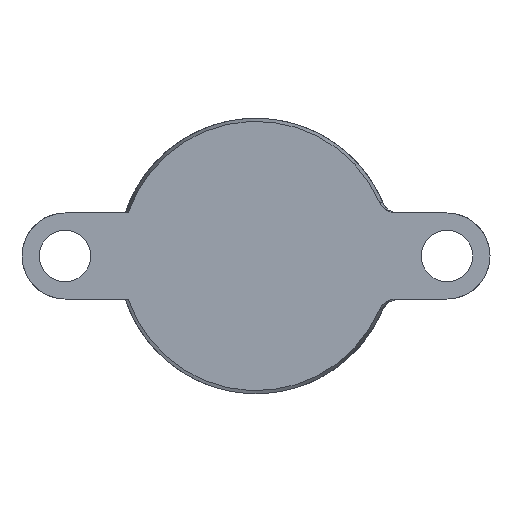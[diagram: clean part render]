
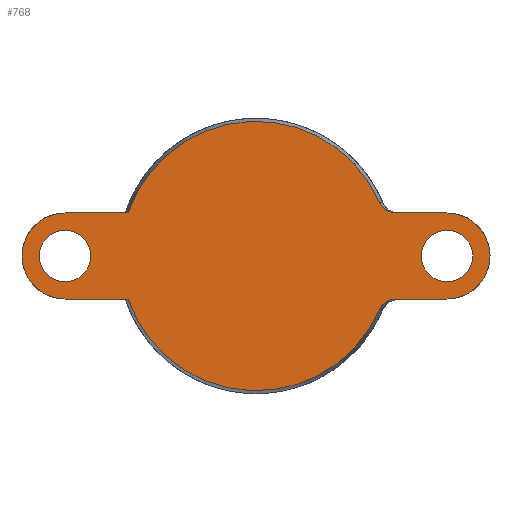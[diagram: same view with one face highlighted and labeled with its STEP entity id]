
A CAD part, front view. The second image highlights one B-rep face of the part: STEP entity #768.
In plain terms, the highlighted planar face has unit normal (0, -1, 0).
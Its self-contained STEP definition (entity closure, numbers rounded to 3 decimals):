
#3 = CARTESIAN_POINT ( 'NONE',  ( 40.579, 0., 12.5 ) ) ;
#23 = EDGE_LOOP ( 'NONE', ( #141, #146, #464, #455, #697, #264, #534, #492, #147, #284 ) ) ;
#49 = PLANE ( 'NONE',  #280 ) ;
#53 = CARTESIAN_POINT ( 'NONE',  ( 36.124, 0., -15.081 ) ) ;
#93 = CARTESIAN_POINT ( 'NONE',  ( 55.5, 0., 12.5 ) ) ;
#102 = DIRECTION ( 'NONE',  ( 0., 1., 0. ) ) ;
#106 = EDGE_CURVE ( 'NONE', #436, #563, #799, .T. ) ;
#121 = CARTESIAN_POINT ( 'NONE',  ( 38.008, 0., 13.187 ) ) ;
#125 = FACE_BOUND ( 'NONE', #762, .T. ) ;
#130 = VECTOR ( 'NONE', #676, 1000. ) ;
#141 = ORIENTED_EDGE ( 'NONE', *, *, #1281, .F. ) ;
#142 = DIRECTION ( 'NONE',  ( 0., 0., 1. ) ) ;
#146 = ORIENTED_EDGE ( 'NONE', *, *, #106, .T. ) ;
#147 = ORIENTED_EDGE ( 'NONE', *, *, #966, .F. ) ;
#160 = CARTESIAN_POINT ( 'NONE',  ( 38.218, 0., -13.072 ) ) ;
#176 = EDGE_CURVE ( 'NONE', #981, #396, #613, .T. ) ;
#184 = LINE ( 'NONE', #1187, #130 ) ;
#196 = CARTESIAN_POINT ( 'NONE',  ( -15., 0., -12.5 ) ) ;
#202 = CARTESIAN_POINT ( 'NONE',  ( 38.891, 0., -12.781 ) ) ;
#212 = CARTESIAN_POINT ( 'NONE',  ( -37.093, 0., 12.5 ) ) ;
#223 = CARTESIAN_POINT ( 'NONE',  ( -15., 0., 12.5 ) ) ;
#239 = DIRECTION ( 'NONE',  ( 0., 0., -1. ) ) ;
#243 = CARTESIAN_POINT ( 'NONE',  ( 0., 0., 0. ) ) ;
#253 = CARTESIAN_POINT ( 'NONE',  ( 55.5, 0., 0. ) ) ;
#255 = CARTESIAN_POINT ( 'NONE',  ( 38., 0., -13.192 ) ) ;
#259 = DIRECTION ( 'NONE',  ( 0., 1., 0. ) ) ;
#264 = ORIENTED_EDGE ( 'NONE', *, *, #1232, .T. ) ;
#277 = EDGE_CURVE ( 'NONE', #563, #981, #1239, .T. ) ;
#280 = AXIS2_PLACEMENT_3D ( 'NONE', #838, #336, #1079 ) ;
#283 = ORIENTED_EDGE ( 'NONE', *, *, #673, .T. ) ;
#284 = ORIENTED_EDGE ( 'NONE', *, *, #1289, .F. ) ;
#290 = CIRCLE ( 'NONE', #1067, 12.5 ) ;
#300 = VECTOR ( 'NONE', #617, 1000. ) ;
#303 = CARTESIAN_POINT ( 'NONE',  ( 37.4, 0., 13.603 ) ) ;
#328 = CARTESIAN_POINT ( 'NONE',  ( 35.928, 0., 15.535 ) ) ;
#336 = DIRECTION ( 'NONE',  ( 0., 1., 0. ) ) ;
#342 = AXIS2_PLACEMENT_3D ( 'NONE', #253, #259, #142 ) ;
#353 = CARTESIAN_POINT ( 'NONE',  ( 37.397, 0., -13.606 ) ) ;
#355 = AXIS2_PLACEMENT_3D ( 'NONE', #726, #1129, #239 ) ;
#375 = CARTESIAN_POINT ( 'NONE',  ( 39.592, 0., -12.572 ) ) ;
#381 = CARTESIAN_POINT ( 'NONE',  ( 55.5, 0., 0. ) ) ;
#396 = VERTEX_POINT ( 'NONE', #1186 ) ;
#401 = CARTESIAN_POINT ( 'NONE',  ( 35.928, 0., 15.535 ) ) ;
#404 = AXIS2_PLACEMENT_3D ( 'NONE', #243, #850, #428 ) ;
#407 = CARTESIAN_POINT ( 'NONE',  ( 36.124, 0., 15.081 ) ) ;
#410 = CARTESIAN_POINT ( 'NONE',  ( 36.861, 0., 14.101 ) ) ;
#428 = DIRECTION ( 'NONE',  ( 0., 0., -1. ) ) ;
#436 = VERTEX_POINT ( 'NONE', #471 ) ;
#438 = EDGE_CURVE ( 'NONE', #664, #664, #1113, .T. ) ;
#448 = CARTESIAN_POINT ( 'NONE',  ( 36.381, 0., -14.668 ) ) ;
#455 = ORIENTED_EDGE ( 'NONE', *, *, #176, .T. ) ;
#462 = DIRECTION ( 'NONE',  ( 0., 0., 1. ) ) ;
#464 = ORIENTED_EDGE ( 'NONE', *, *, #277, .T. ) ;
#471 = CARTESIAN_POINT ( 'NONE',  ( 40.579, 0., 12.5 ) ) ;
#486 = CARTESIAN_POINT ( 'NONE',  ( -55.5, 0., 0. ) ) ;
#492 = ORIENTED_EDGE ( 'NONE', *, *, #1182, .T. ) ;
#507 = CARTESIAN_POINT ( 'NONE',  ( 37.598, 0., 13.453 ) ) ;
#510 = FACE_OUTER_BOUND ( 'NONE', #23, .T. ) ;
#517 = CIRCLE ( 'NONE', #564, 12.5 ) ;
#519 = CARTESIAN_POINT ( 'NONE',  ( -55.5, 0., -12.5 ) ) ;
#528 = VERTEX_POINT ( 'NONE', #93 ) ;
#534 = ORIENTED_EDGE ( 'NONE', *, *, #1044, .T. ) ;
#544 = FACE_BOUND ( 'NONE', #836, .T. ) ;
#557 = CARTESIAN_POINT ( 'NONE',  ( 37.031, 0., -13.929 ) ) ;
#563 = VERTEX_POINT ( 'NONE', #328 ) ;
#564 = AXIS2_PLACEMENT_3D ( 'NONE', #381, #102, #682 ) ;
#581 = B_SPLINE_CURVE_WITH_KNOTS ( 'NONE', 3,
 ( #952, #53, #448, #853, #557, #353, #1148, #255, #160, #996, #202, #375, #886, #1280 ),
 .UNSPECIFIED., .F., .F.,
 ( 4, 2, 2, 2, 2, 2, 4 ),
 ( 0., 0.001, 0.002, 0.003, 0.004, 0.004, 0.006 ),
 .UNSPECIFIED. ) ;
#591 = AXIS2_PLACEMENT_3D ( 'NONE', #773, #1177, #462 ) ;
#596 = CARTESIAN_POINT ( 'NONE',  ( 38.665, 0., 12.866 ) ) ;
#600 = VERTEX_POINT ( 'NONE', #873 ) ;
#613 = LINE ( 'NONE', #223, #300 ) ;
#617 = DIRECTION ( 'NONE',  ( -1., 0., 0. ) ) ;
#618 = CARTESIAN_POINT ( 'NONE',  ( 15., 0., -12.5 ) ) ;
#664 = VERTEX_POINT ( 'NONE', #1075 ) ;
#669 = VERTEX_POINT ( 'NONE', #737 ) ;
#673 = EDGE_CURVE ( 'NONE', #600, #600, #692, .T. ) ;
#676 = DIRECTION ( 'NONE',  ( 1., 0., 0. ) ) ;
#682 = DIRECTION ( 'NONE',  ( 0., 0., -1. ) ) ;
#692 = CIRCLE ( 'NONE', #342, 7.5 ) ;
#697 = ORIENTED_EDGE ( 'NONE', *, *, #1197, .T. ) ;
#699 = CARTESIAN_POINT ( 'NONE',  ( 36.388, 0., 14.659 ) ) ;
#726 = CARTESIAN_POINT ( 'NONE',  ( 0., 0., 0. ) ) ;
#737 = CARTESIAN_POINT ( 'NONE',  ( -37.093, 0., -12.5 ) ) ;
#762 = EDGE_LOOP ( 'NONE', ( #283 ) ) ;
#768 = ADVANCED_FACE ( 'NONE', ( #510, #125, #544 ), #49, .F. ) ;
#773 = CARTESIAN_POINT ( 'NONE',  ( -55.5, 0., 0. ) ) ;
#775 = VECTOR ( 'NONE', #1016, 1000. ) ;
#783 = DIRECTION ( 'NONE',  ( 0., -1., 0. ) ) ;
#794 = VECTOR ( 'NONE', #1099, 1000. ) ;
#798 = VERTEX_POINT ( 'NONE', #976 ) ;
#799 = B_SPLINE_CURVE_WITH_KNOTS ( 'NONE', 3,
 ( #3, #1009, #1094, #997, #596, #1003, #121, #507, #303, #899, #410, #699, #407, #401 ),
 .UNSPECIFIED., .F., .F.,
 ( 4, 2, 2, 2, 2, 2, 4 ),
 ( 0., 0.001, 0.002, 0.003, 0.004, 0.004, 0.006 ),
 .UNSPECIFIED. ) ;
#836 = EDGE_LOOP ( 'NONE', ( #1288 ) ) ;
#838 = CARTESIAN_POINT ( 'NONE',  ( -39.143, 0., 0. ) ) ;
#850 = DIRECTION ( 'NONE',  ( 0., -1., 0. ) ) ;
#853 = CARTESIAN_POINT ( 'NONE',  ( 36.857, 0., -14.106 ) ) ;
#873 = CARTESIAN_POINT ( 'NONE',  ( 55.5, 0., 7.5 ) ) ;
#886 = CARTESIAN_POINT ( 'NONE',  ( 40.085, 0., -12.5 ) ) ;
#899 = CARTESIAN_POINT ( 'NONE',  ( 37.032, 0., 13.927 ) ) ;
#904 = CARTESIAN_POINT ( 'NONE',  ( 35.928, 0., -15.535 ) ) ;
#913 = LINE ( 'NONE', #618, #775 ) ;
#919 = VERTEX_POINT ( 'NONE', #904 ) ;
#931 = CARTESIAN_POINT ( 'NONE',  ( 40.579, 0., -12.5 ) ) ;
#952 = CARTESIAN_POINT ( 'NONE',  ( 35.928, 0., -15.535 ) ) ;
#953 = VERTEX_POINT ( 'NONE', #931 ) ;
#966 = EDGE_CURVE ( 'NONE', #798, #953, #913, .T. ) ;
#976 = CARTESIAN_POINT ( 'NONE',  ( 55.5, 0., -12.5 ) ) ;
#981 = VERTEX_POINT ( 'NONE', #212 ) ;
#982 = VERTEX_POINT ( 'NONE', #519 ) ;
#996 = CARTESIAN_POINT ( 'NONE',  ( 38.663, 0., -12.866 ) ) ;
#997 = CARTESIAN_POINT ( 'NONE',  ( 38.897, 0., 12.778 ) ) ;
#1000 = CIRCLE ( 'NONE', #355, 39.143 ) ;
#1003 = CARTESIAN_POINT ( 'NONE',  ( 38.221, 0., 13.07 ) ) ;
#1009 = CARTESIAN_POINT ( 'NONE',  ( 40.085, 0., 12.5 ) ) ;
#1016 = DIRECTION ( 'NONE',  ( -1., 0., 0. ) ) ;
#1044 = EDGE_CURVE ( 'NONE', #669, #919, #1000, .T. ) ;
#1067 = AXIS2_PLACEMENT_3D ( 'NONE', #486, #783, #1093 ) ;
#1075 = CARTESIAN_POINT ( 'NONE',  ( -55.5, 0., 7.5 ) ) ;
#1079 = DIRECTION ( 'NONE',  ( 0., 0., 1. ) ) ;
#1093 = DIRECTION ( 'NONE',  ( 0., 0., -1. ) ) ;
#1094 = CARTESIAN_POINT ( 'NONE',  ( 39.603, 0., 12.57 ) ) ;
#1099 = DIRECTION ( 'NONE',  ( 1., 0., 0. ) ) ;
#1113 = CIRCLE ( 'NONE', #591, 7.5 ) ;
#1129 = DIRECTION ( 'NONE',  ( 0., -1., 0. ) ) ;
#1148 = CARTESIAN_POINT ( 'NONE',  ( 37.591, 0., -13.458 ) ) ;
#1177 = DIRECTION ( 'NONE',  ( 0., -1., 0. ) ) ;
#1182 = EDGE_CURVE ( 'NONE', #919, #953, #581, .T. ) ;
#1186 = CARTESIAN_POINT ( 'NONE',  ( -55.5, 0., 12.5 ) ) ;
#1187 = CARTESIAN_POINT ( 'NONE',  ( 15., 0., 12.5 ) ) ;
#1197 = EDGE_CURVE ( 'NONE', #396, #982, #290, .T. ) ;
#1232 = EDGE_CURVE ( 'NONE', #982, #669, #1286, .T. ) ;
#1239 = CIRCLE ( 'NONE', #404, 39.143 ) ;
#1281 = EDGE_CURVE ( 'NONE', #436, #528, #184, .T. ) ;
#1280 = CARTESIAN_POINT ( 'NONE',  ( 40.579, 0., -12.5 ) ) ;
#1286 = LINE ( 'NONE', #196, #794 ) ;
#1288 = ORIENTED_EDGE ( 'NONE', *, *, #438, .F. ) ;
#1289 = EDGE_CURVE ( 'NONE', #528, #798, #517, .T. ) ;
